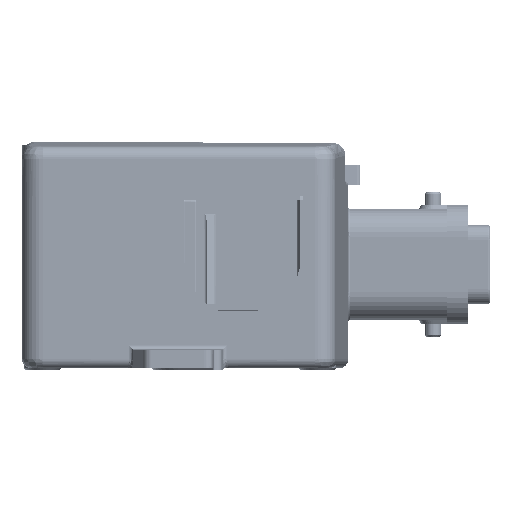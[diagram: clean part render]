
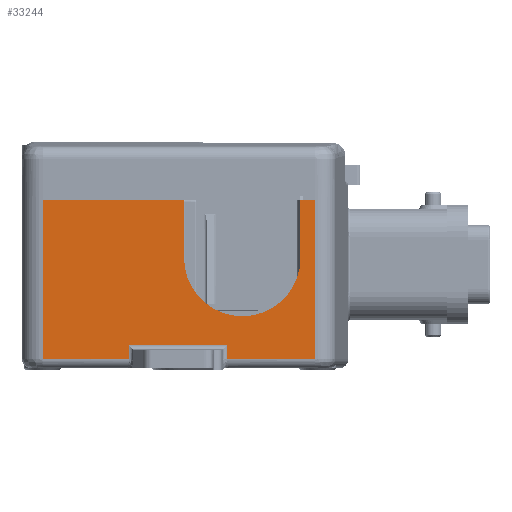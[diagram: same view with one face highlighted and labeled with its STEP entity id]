
A CAD part, left-side view. The second image highlights one B-rep face of the part: STEP entity #33244.
In plain terms, the highlighted planar face has unit normal (-1, 0, 0).
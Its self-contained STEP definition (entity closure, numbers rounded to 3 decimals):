
#33244=ADVANCED_FACE('',(#42613),#39009,.T.);
#39009=PLANE('',#152573);
#42613=FACE_OUTER_BOUND('',#48425,.T.);
#48425=EDGE_LOOP('',(#59256,#59257,#59258,#59259,#59260,#59261,#59262,#59263,
#59264,#59265,#59266,#59267));
#59256=ORIENTED_EDGE('',*,*,#103345,.T.);
#59257=ORIENTED_EDGE('',*,*,#103346,.T.);
#59258=ORIENTED_EDGE('',*,*,#103347,.T.);
#59259=ORIENTED_EDGE('',*,*,#103348,.F.);
#59260=ORIENTED_EDGE('',*,*,#103349,.T.);
#59261=ORIENTED_EDGE('',*,*,#103342,.T.);
#59262=ORIENTED_EDGE('',*,*,#103057,.T.);
#59263=ORIENTED_EDGE('',*,*,#103061,.T.);
#59264=ORIENTED_EDGE('',*,*,#103134,.T.);
#59265=ORIENTED_EDGE('',*,*,#102960,.T.);
#59266=ORIENTED_EDGE('',*,*,#103350,.T.);
#59267=ORIENTED_EDGE('',*,*,#103351,.T.);
#90819=VERTEX_POINT('',#201501);
#90820=VERTEX_POINT('',#201503);
#90888=VERTEX_POINT('',#201863);
#90890=VERTEX_POINT('',#201866);
#90892=VERTEX_POINT('',#201872);
#91037=VERTEX_POINT('',#204415);
#91039=VERTEX_POINT('',#204421);
#91040=VERTEX_POINT('',#204422);
#91041=VERTEX_POINT('',#204424);
#91042=VERTEX_POINT('',#204426);
#91043=VERTEX_POINT('',#204428);
#91044=VERTEX_POINT('',#204431);
#102960=EDGE_CURVE('',#90820,#90819,#127587,.T.);
#103057=EDGE_CURVE('',#90890,#90888,#120650,.T.);
#103061=EDGE_CURVE('',#90888,#90892,#127633,.T.);
#103134=EDGE_CURVE('',#90892,#90820,#127668,.T.);
#103342=EDGE_CURVE('',#91037,#90890,#127778,.T.);
#103345=EDGE_CURVE('',#91039,#91040,#127781,.T.);
#103346=EDGE_CURVE('',#91040,#91041,#127782,.T.);
#103347=EDGE_CURVE('',#91041,#91042,#127783,.T.);
#103348=EDGE_CURVE('',#91043,#91042,#127784,.T.);
#103349=EDGE_CURVE('',#91043,#91037,#127785,.T.);
#103350=EDGE_CURVE('',#90819,#91044,#127786,.T.);
#103351=EDGE_CURVE('',#91044,#91039,#127787,.T.);
#120650=CIRCLE('',#152440,14.);
#127587=LINE('',#201502,#137585);
#127633=LINE('',#201874,#137631);
#127668=LINE('',#202671,#137666);
#127778=LINE('',#204414,#137776);
#127781=LINE('',#204420,#137779);
#127782=LINE('',#204423,#137780);
#127783=LINE('',#204425,#137781);
#127784=LINE('',#204427,#137782);
#127785=LINE('',#204429,#137783);
#127786=LINE('',#204430,#137784);
#127787=LINE('',#204432,#137785);
#137585=VECTOR('',#165829,1.);
#137631=VECTOR('',#166047,1.);
#137666=VECTOR('',#166122,1.);
#137776=VECTOR('',#166450,1.);
#137779=VECTOR('',#166455,1.);
#137780=VECTOR('',#166456,1.);
#137781=VECTOR('',#166457,1.);
#137782=VECTOR('',#166458,1.);
#137783=VECTOR('',#166459,1.);
#137784=VECTOR('',#166460,1.);
#137785=VECTOR('',#166461,1.);
#152440=AXIS2_PLACEMENT_3D('',#201865,#166039,#166040);
#152573=AXIS2_PLACEMENT_3D('',#204433,#166462,#166463);
#165829=DIRECTION('',(0.,0.,-1.));
#166039=DIRECTION('',(1.,0.,0.));
#166040=DIRECTION('',(0.,-1.,0.));
#166047=DIRECTION('',(0.,0.,1.));
#166122=DIRECTION('',(0.,1.,0.));
#166450=DIRECTION('',(0.,0.,-1.));
#166455=DIRECTION('',(0.,-1.,0.));
#166456=DIRECTION('',(0.,0.,-1.));
#166457=DIRECTION('',(0.,-1.,0.));
#166458=DIRECTION('',(0.,0.,-1.));
#166459=DIRECTION('',(0.,1.,0.));
#166460=DIRECTION('',(0.,-1.,0.));
#166461=DIRECTION('',(0.,0.,1.));
#166462=DIRECTION('',(-1.,0.,0.));
#166463=DIRECTION('',(0.,-1.,0.));
#201501=CARTESIAN_POINT('',(-65.,32.5,2.2));
#201502=CARTESIAN_POINT('',(-65.,32.5,40.5));
#201503=CARTESIAN_POINT('',(-65.,32.5,40.5));
#201863=CARTESIAN_POINT('',(-65.,-1.5,26.5));
#201865=CARTESIAN_POINT('',(-65.,-15.5,26.5));
#201866=CARTESIAN_POINT('',(-65.,-29.5,26.5));
#201872=CARTESIAN_POINT('',(-65.,-1.5,40.5));
#201874=CARTESIAN_POINT('',(-65.,-1.5,26.5));
#202671=CARTESIAN_POINT('',(-65.,-1.5,40.5));
#204414=CARTESIAN_POINT('',(-65.,-29.5,40.5));
#204415=CARTESIAN_POINT('',(-65.,-29.5,40.5));
#204420=CARTESIAN_POINT('',(-65.,11.808,5.5));
#204421=CARTESIAN_POINT('',(-65.,11.808,5.5));
#204422=CARTESIAN_POINT('',(-65.,-11.808,5.5));
#204423=CARTESIAN_POINT('',(-65.,-11.808,5.5));
#204424=CARTESIAN_POINT('',(-65.,-11.808,2.2));
#204425=CARTESIAN_POINT('',(-65.,-11.808,2.2));
#204426=CARTESIAN_POINT('',(-65.,-32.919,2.2));
#204427=CARTESIAN_POINT('',(-65.,-32.919,40.5));
#204428=CARTESIAN_POINT('',(-65.,-32.919,40.5));
#204429=CARTESIAN_POINT('',(-65.,-32.919,40.5));
#204430=CARTESIAN_POINT('',(-65.,32.5,2.2));
#204431=CARTESIAN_POINT('',(-65.,11.808,2.2));
#204432=CARTESIAN_POINT('',(-65.,11.808,2.2));
#204433=CARTESIAN_POINT('',(-65.,32.6,-0.6));
